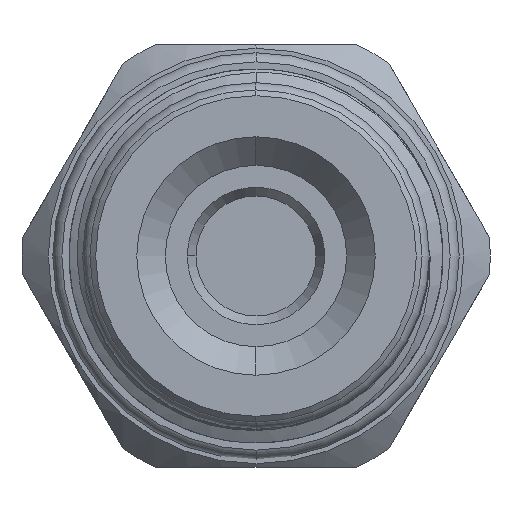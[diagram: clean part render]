
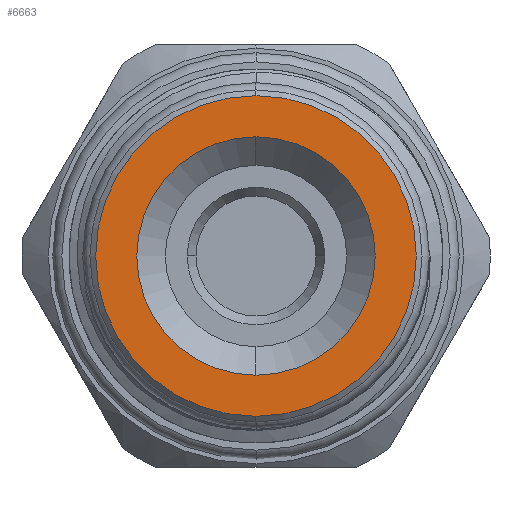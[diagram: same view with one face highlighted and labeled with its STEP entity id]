
A CAD part, left-side view. The second image highlights one B-rep face of the part: STEP entity #6663.
In plain terms, the highlighted planar face has unit normal (-1, 0, 0).
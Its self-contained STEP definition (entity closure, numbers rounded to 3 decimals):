
#123 = EDGE_CURVE ( 'NONE', #7078, #8452, #6418, .T. ) ;
#255 = EDGE_CURVE ( 'NONE', #1342, #4110, #12340, .T. ) ;
#384 = AXIS2_PLACEMENT_3D ( 'NONE', #5459, #15685, #6635 ) ;
#1342 = VERTEX_POINT ( 'NONE', #16545 ) ;
#1569 = DIRECTION ( 'NONE',  ( -1., 0., 0. ) ) ;
#2602 = CIRCLE ( 'NONE', #11104, 8.425 ) ;
#2980 = DIRECTION ( 'NONE',  ( 1., 0., 0. ) ) ;
#3203 = CARTESIAN_POINT ( 'NONE',  ( -17.36, 0., 8.425 ) ) ;
#3397 = ORIENTED_EDGE ( 'NONE', *, *, #15749, .T. ) ;
#4110 = VERTEX_POINT ( 'NONE', #12574 ) ;
#4275 = DIRECTION ( 'NONE',  ( 0., 0., 1. ) ) ;
#4820 = EDGE_LOOP ( 'NONE', ( #3397, #6429 ) ) ;
#5047 = CIRCLE ( 'NONE', #14767, 6.265 ) ;
#5092 = DIRECTION ( 'NONE',  ( 0., 0., 1. ) ) ;
#5459 = CARTESIAN_POINT ( 'NONE',  ( -17.36, 0., 0. ) ) ;
#6418 = CIRCLE ( 'NONE', #384, 8.425 ) ;
#6429 = ORIENTED_EDGE ( 'NONE', *, *, #123, .T. ) ;
#6635 = DIRECTION ( 'NONE',  ( 0., 0., 1. ) ) ;
#6663 = ADVANCED_FACE ( 'NONE', ( #16681, #14057 ), #10138, .T. ) ;
#7078 = VERTEX_POINT ( 'NONE', #3203 ) ;
#8041 = DIRECTION ( 'NONE',  ( 0., 0., 1. ) ) ;
#8452 = VERTEX_POINT ( 'NONE', #9296 ) ;
#9296 = CARTESIAN_POINT ( 'NONE',  ( -17.36, 0., -8.425 ) ) ;
#9314 = CARTESIAN_POINT ( 'NONE',  ( -17.36, 0., 0. ) ) ;
#9333 = DIRECTION ( 'NONE',  ( 0., 0., 1. ) ) ;
#9509 = CARTESIAN_POINT ( 'NONE',  ( -17.36, 0., 0. ) ) ;
#10138 = PLANE ( 'NONE',  #12278 ) ;
#10322 = CARTESIAN_POINT ( 'NONE',  ( -17.36, 0., 0. ) ) ;
#10614 = ORIENTED_EDGE ( 'NONE', *, *, #255, .T. ) ;
#10636 = CARTESIAN_POINT ( 'NONE',  ( -17.36, 0., 0. ) ) ;
#11104 = AXIS2_PLACEMENT_3D ( 'NONE', #10322, #15272, #5092 ) ;
#11334 = AXIS2_PLACEMENT_3D ( 'NONE', #9314, #14554, #4275 ) ;
#12278 = AXIS2_PLACEMENT_3D ( 'NONE', #10636, #1569, #9333 ) ;
#12340 = CIRCLE ( 'NONE', #11334, 6.265 ) ;
#12574 = CARTESIAN_POINT ( 'NONE',  ( -17.36, 0., -6.265 ) ) ;
#12691 = EDGE_LOOP ( 'NONE', ( #10614, #16731 ) ) ;
#14057 = FACE_BOUND ( 'NONE', #12691, .T. ) ;
#14554 = DIRECTION ( 'NONE',  ( 1., 0., 0. ) ) ;
#14767 = AXIS2_PLACEMENT_3D ( 'NONE', #9509, #2980, #8041 ) ;
#14797 = EDGE_CURVE ( 'NONE', #4110, #1342, #5047, .T. ) ;
#15272 = DIRECTION ( 'NONE',  ( -1., 0., 0. ) ) ;
#15685 = DIRECTION ( 'NONE',  ( -1., 0., 0. ) ) ;
#15749 = EDGE_CURVE ( 'NONE', #8452, #7078, #2602, .T. ) ;
#16545 = CARTESIAN_POINT ( 'NONE',  ( -17.36, 0., 6.265 ) ) ;
#16681 = FACE_OUTER_BOUND ( 'NONE', #4820, .T. ) ;
#16731 = ORIENTED_EDGE ( 'NONE', *, *, #14797, .T. ) ;
